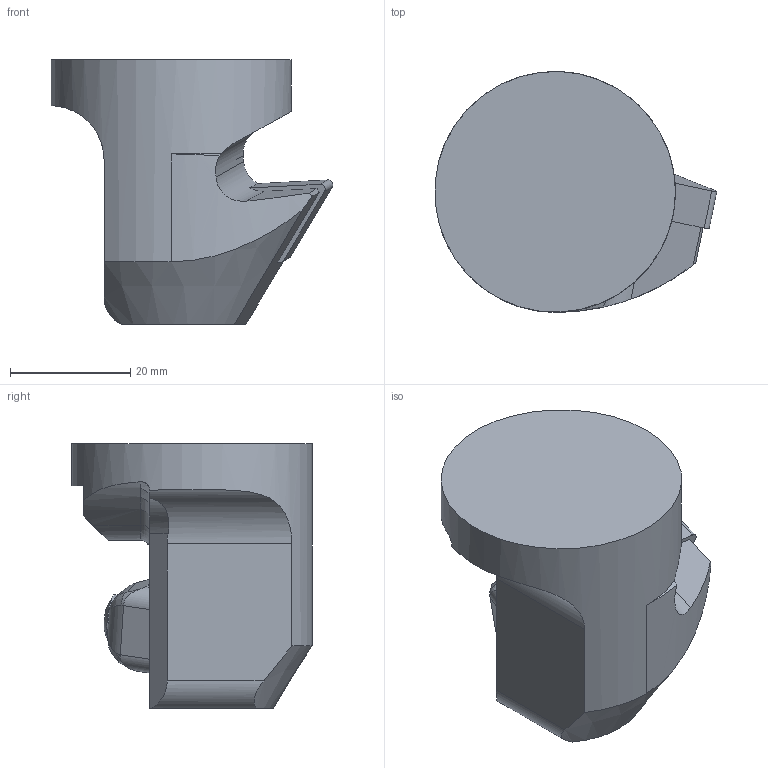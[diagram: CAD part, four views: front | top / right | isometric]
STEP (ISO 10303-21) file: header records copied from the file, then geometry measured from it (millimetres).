
FILE_DESCRIPTION(/* description */ (''),/* implementation_level */ '2;1');
FILE_NAME(/* name */ '1641980647303.stp',/* time_stamp */ '2022-01-12T15:14:30+06:00',/* author */ (''),/* organization */ ('SMS'),/* preprocessor_version */ 'ST-DEVELOPER v16.7',/* originating_system */ 'SIEMENS PLM Software NX 12.0',/* authorisation */ '');
FILE_SCHEMA (('AUTOMOTIVE_DESIGN { 1 0 10303 214 3 1 1 1 }'));
Length unit declared in the file: millimetre
Products named in the file (4): ASSEMBLY_CONSTRUCTION; IsoTurningInsert; 203918212mod000_00; 201675995mod000_01
Assembly tree (3 placements, depth 2):
  201675995mod000_01
    203918212mod000_00
    IsoTurningInsert
    ASSEMBLY_CONSTRUCTION
Bounding box: 46.81 x 40 x 44 mm (x, y, z)
Volume: 35657.8 mm3; surface area: 8684.4 mm2
Topology: 2 solids, 2 shells, 89 faces, 246 edges, 169 vertices
Faces by surface type: plane 41, cylinder 30, bspline 9, torus 5, cone 3, sphere 1
Full cylindrical faces by diameter (mm): 3.9 x1, 5.156 x2, 8 x1, 40 x1
Entity records: 3429 total; most frequent: CARTESIAN_POINT 1121, ORIENTED_EDGE 470, DIRECTION 423, EDGE_CURVE 235, AXIS2_PLACEMENT_3D 164, VERTEX_POINT 157, EDGE_LOOP 100, LINE 95
